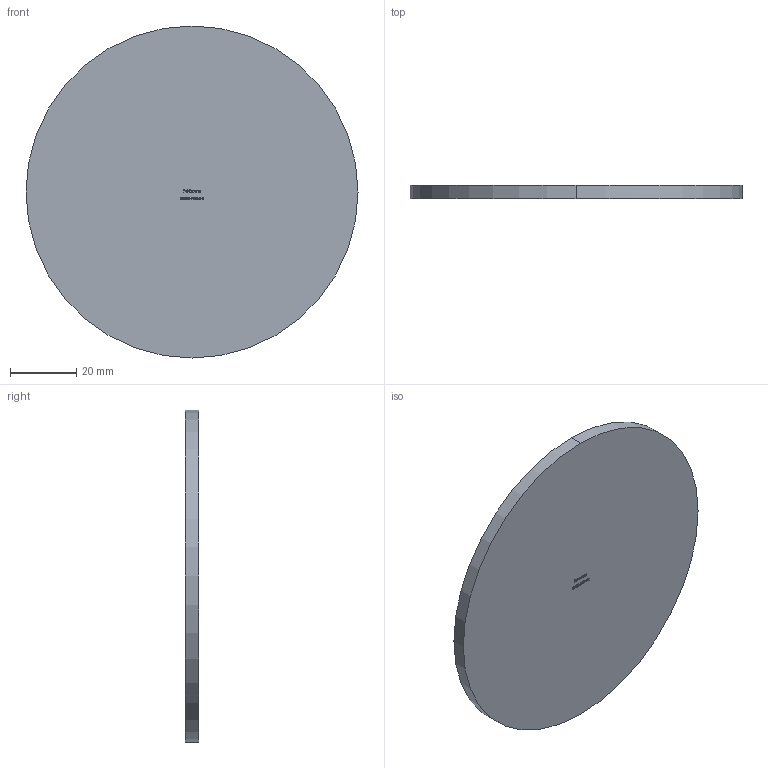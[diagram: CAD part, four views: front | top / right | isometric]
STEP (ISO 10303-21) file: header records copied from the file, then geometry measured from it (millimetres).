
FILE_DESCRIPTION (( 'STEP AP203' ), '1' );
FILE_NAME ('53100-240-4-R.step', '2020-10-16T11:32:35', ( '' ), ( '' ), 'SwSTEP 2.0', 'SolidWorks 2018', '' );
FILE_SCHEMA (( 'CONFIG_CONTROL_DESIGN' ));
Length unit declared in the file: millimetre
Products named in the file (2): 53100-240-4-R
Bounding box: 100 x 4 x 100 mm (x, y, z)
Volume: 31415.7 mm3; surface area: 16971.3 mm2
Topology: 1 solids, 1 shells, 266 faces, 702 edges, 468 vertices
Faces by surface type: plane 156, bspline 108, cylinder 2
Entity records: 14501 total; most frequent: CARTESIAN_POINT 8490, ORIENTED_EDGE 1404, DIRECTION 810, EDGE_CURVE 702, VECTOR 482, LINE 482, VERTEX_POINT 468, EDGE_LOOP 296
